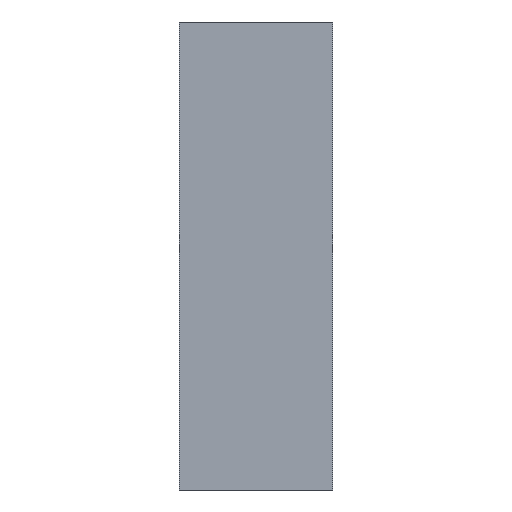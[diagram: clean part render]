
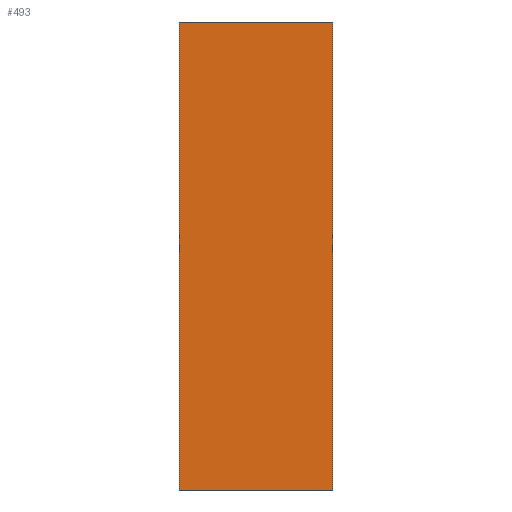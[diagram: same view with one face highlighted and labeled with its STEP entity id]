
A CAD part, front view. The second image highlights one B-rep face of the part: STEP entity #493.
In plain terms, the highlighted planar face has unit normal (0, -1, 0).
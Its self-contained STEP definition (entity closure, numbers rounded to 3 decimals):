
#2 = VECTOR ( 'NONE', #462, 1000. ) ;
#39 = CARTESIAN_POINT ( 'NONE',  ( -2.75, 0., -23. ) ) ;
#88 = VECTOR ( 'NONE', #286, 1000. ) ;
#89 = FACE_OUTER_BOUND ( 'NONE', #461, .T. ) ;
#161 = DIRECTION ( 'NONE',  ( 1., 0., 0. ) ) ;
#205 = AXIS2_PLACEMENT_3D ( 'NONE', #778, #710, #1034 ) ;
#238 = LINE ( 'NONE', #701, #722 ) ;
#271 = CARTESIAN_POINT ( 'NONE',  ( -2.75, 0., 35. ) ) ;
#276 = CARTESIAN_POINT ( 'NONE',  ( 16.25, 0., -23. ) ) ;
#286 = DIRECTION ( 'NONE',  ( 0., 0., -1. ) ) ;
#352 = CARTESIAN_POINT ( 'NONE',  ( 16.25, 0., -23. ) ) ;
#356 = ORIENTED_EDGE ( 'NONE', *, *, #580, .F. ) ;
#362 = VERTEX_POINT ( 'NONE', #271 ) ;
#370 = ORIENTED_EDGE ( 'NONE', *, *, #832, .F. ) ;
#376 = VERTEX_POINT ( 'NONE', #352 ) ;
#426 = VERTEX_POINT ( 'NONE', #569 ) ;
#428 = LINE ( 'NONE', #39, #646 ) ;
#461 = EDGE_LOOP ( 'NONE', ( #356, #370, #682, #511 ) ) ;
#462 = DIRECTION ( 'NONE',  ( -1., 0., 0. ) ) ;
#493 = ADVANCED_FACE ( 'NONE', ( #89 ), #703, .T. ) ;
#511 = ORIENTED_EDGE ( 'NONE', *, *, #791, .F. ) ;
#569 = CARTESIAN_POINT ( 'NONE',  ( -2.75, 0., -23. ) ) ;
#580 = EDGE_CURVE ( 'NONE', #426, #362, #428, .T. ) ;
#646 = VECTOR ( 'NONE', #974, 1000. ) ;
#682 = ORIENTED_EDGE ( 'NONE', *, *, #860, .F. ) ;
#685 = LINE ( 'NONE', #1037, #2 ) ;
#701 = CARTESIAN_POINT ( 'NONE',  ( -2.75, 0., 35. ) ) ;
#703 = PLANE ( 'NONE',  #205 ) ;
#710 = DIRECTION ( 'NONE',  ( 0., -1., 0. ) ) ;
#722 = VECTOR ( 'NONE', #161, 1000. ) ;
#778 = CARTESIAN_POINT ( 'NONE',  ( 0., 0., 0. ) ) ;
#791 = EDGE_CURVE ( 'NONE', #362, #796, #238, .T. ) ;
#796 = VERTEX_POINT ( 'NONE', #959 ) ;
#832 = EDGE_CURVE ( 'NONE', #376, #426, #685, .T. ) ;
#860 = EDGE_CURVE ( 'NONE', #796, #376, #996, .T. ) ;
#959 = CARTESIAN_POINT ( 'NONE',  ( 16.25, 0., 35. ) ) ;
#974 = DIRECTION ( 'NONE',  ( 0., 0., 1. ) ) ;
#996 = LINE ( 'NONE', #276, #88 ) ;
#1034 = DIRECTION ( 'NONE',  ( 0., 0., -1. ) ) ;
#1037 = CARTESIAN_POINT ( 'NONE',  ( -2.75, 0., -23. ) ) ;
